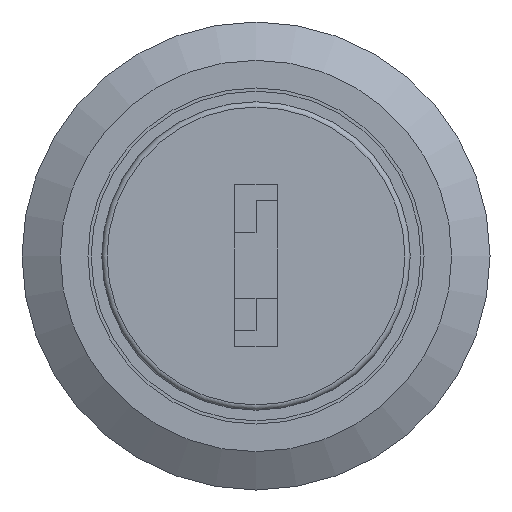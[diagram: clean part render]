
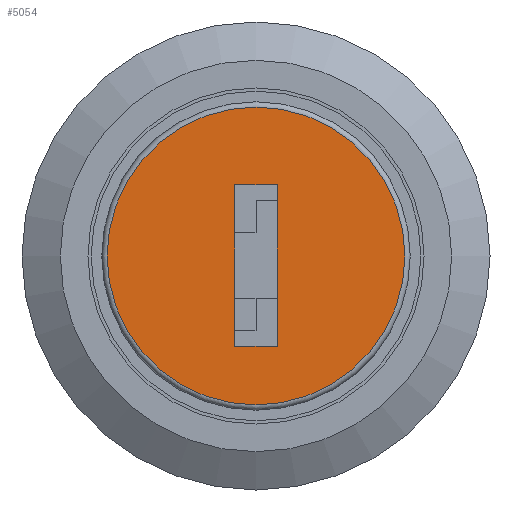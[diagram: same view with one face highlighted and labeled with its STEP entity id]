
A CAD part, left-side view. The second image highlights one B-rep face of the part: STEP entity #5054.
In plain terms, the highlighted planar face has unit normal (-1, 0, 0).
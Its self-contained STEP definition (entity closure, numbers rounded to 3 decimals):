
#120=FACE_BOUND('',#661,.T.);
#174=PLANE('',#5363);
#380=FACE_OUTER_BOUND('',#660,.T.);
#660=EDGE_LOOP('',(#3580));
#661=EDGE_LOOP('',(#3581,#3582,#3583,#3584));
#961=LINE('',#7127,#1510);
#975=LINE('',#7155,#1524);
#999=LINE('',#7212,#1548);
#1000=LINE('',#7213,#1549);
#1510=VECTOR('',#5772,10.);
#1524=VECTOR('',#5792,10.);
#1548=VECTOR('',#5854,10.);
#1549=VECTOR('',#5855,10.);
#2055=CIRCLE('',#5362,7.);
#2212=VERTEX_POINT('',#7124);
#2213=VERTEX_POINT('',#7126);
#2223=VERTEX_POINT('',#7152);
#2224=VERTEX_POINT('',#7154);
#2238=VERTEX_POINT('',#7208);
#2723=EDGE_CURVE('',#2213,#2212,#961,.T.);
#2737=EDGE_CURVE('',#2224,#2223,#975,.T.);
#2764=EDGE_CURVE('',#2238,#2238,#2055,.T.);
#2765=EDGE_CURVE('',#2212,#2224,#999,.T.);
#2766=EDGE_CURVE('',#2223,#2213,#1000,.T.);
#3580=ORIENTED_EDGE('',*,*,#2764,.F.);
#3581=ORIENTED_EDGE('',*,*,#2723,.T.);
#3582=ORIENTED_EDGE('',*,*,#2765,.T.);
#3583=ORIENTED_EDGE('',*,*,#2737,.T.);
#3584=ORIENTED_EDGE('',*,*,#2766,.T.);
#5054=ADVANCED_FACE('',(#380,#120),#174,.T.);
#5362=AXIS2_PLACEMENT_3D('',#7210,#5850,#5851);
#5363=AXIS2_PLACEMENT_3D('',#7211,#5852,#5853);
#5772=DIRECTION('',(0.,0.,1.));
#5792=DIRECTION('',(0.,0.,-1.));
#5850=DIRECTION('center_axis',(1.,0.,0.));
#5851=DIRECTION('ref_axis',(0.,-1.,0.));
#5852=DIRECTION('center_axis',(-1.,0.,0.));
#5853=DIRECTION('ref_axis',(0.,1.,0.));
#5854=DIRECTION('',(0.,-1.,0.));
#5855=DIRECTION('',(0.,1.,0.));
#7124=CARTESIAN_POINT('',(-1.8,1.,3.35));
#7126=CARTESIAN_POINT('',(-1.8,1.,-4.25));
#7127=CARTESIAN_POINT('',(-1.8,1.,-2.125));
#7152=CARTESIAN_POINT('',(-1.8,-1.,-4.25));
#7154=CARTESIAN_POINT('',(-1.8,-1.,3.35));
#7155=CARTESIAN_POINT('',(-1.8,-1.,1.675));
#7208=CARTESIAN_POINT('',(-1.8,7.,0.));
#7210=CARTESIAN_POINT('Origin',(-1.8,0.,0.));
#7211=CARTESIAN_POINT('Origin',(-1.8,0.,0.));
#7212=CARTESIAN_POINT('',(-1.8,0.5,3.35));
#7213=CARTESIAN_POINT('',(-1.8,-0.5,-4.25));
